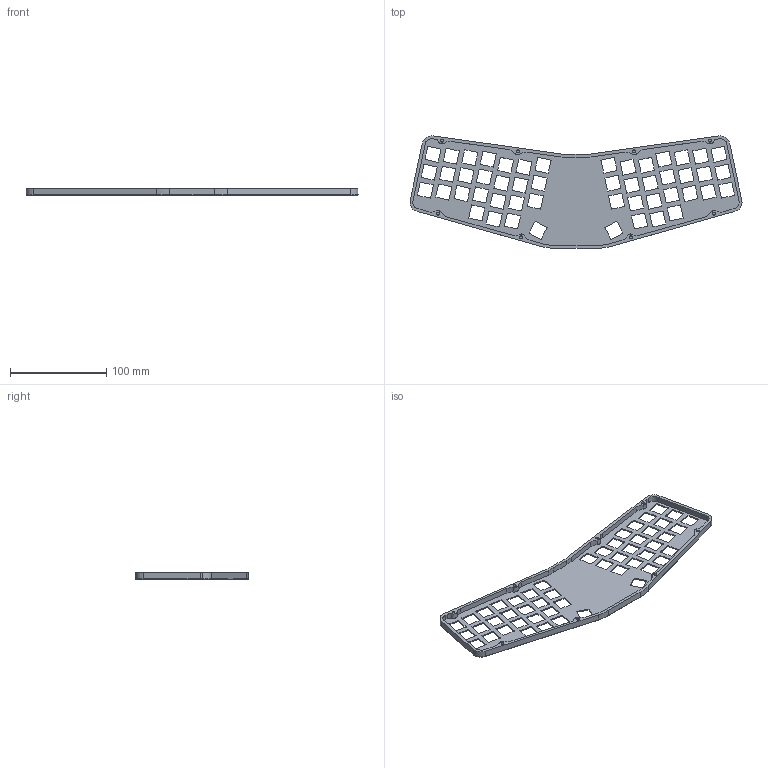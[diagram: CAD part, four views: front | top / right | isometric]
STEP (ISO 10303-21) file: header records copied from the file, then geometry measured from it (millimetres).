
FILE_DESCRIPTION (( 'STEP AP203' ), '1' );
FILE_NAME ('top_case.STEP', '2024-09-06T23:30:16', ( '' ), ( '' ), 'SwSTEP 2.0', 'SolidWorks 2024', '' );
FILE_SCHEMA (( 'CONFIG_CONTROL_DESIGN' ));
Length unit declared in the file: millimetre
Products named in the file (1): top_case
Bounding box: 344.3 x 116.49 x 7 mm (x, y, z)
Volume: 39824.3 mm3; surface area: 54940.7 mm2
Topology: 1 solids, 1 shells, 560 faces, 1631 edges, 1082 vertices
Faces by surface type: cylinder 316, plane 235, torus 9
Entity records: 19007 total; most frequent: DIRECTION 3396, CARTESIAN_POINT 3274, ORIENTED_EDGE 3262, EDGE_CURVE 1631, AXIS2_PLACEMENT_3D 1204, VERTEX_POINT 1082, VECTOR 988, LINE 988
